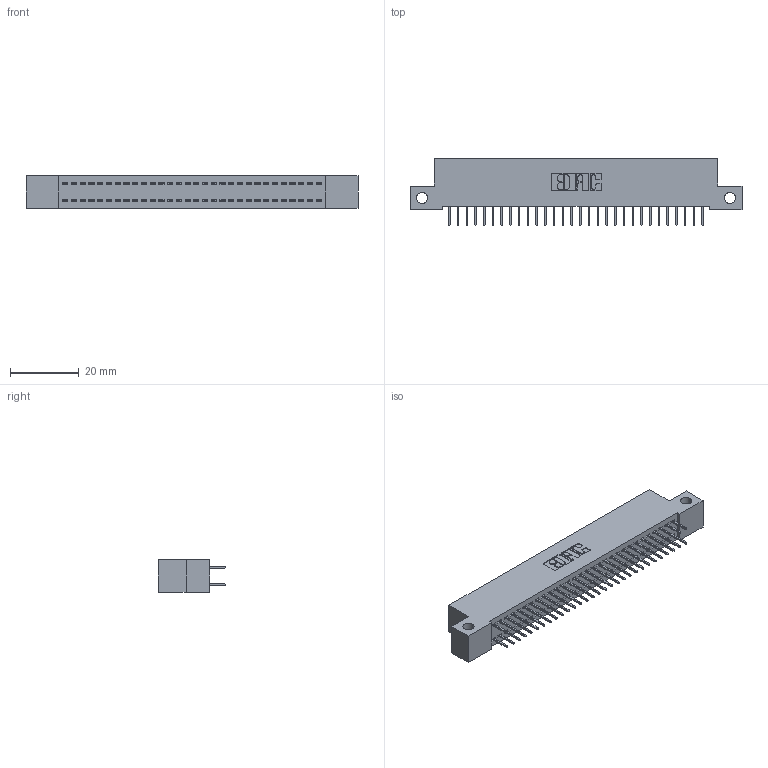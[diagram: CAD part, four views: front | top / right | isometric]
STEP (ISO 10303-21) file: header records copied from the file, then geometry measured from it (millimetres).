
FILE_DESCRIPTION (( 'STEP AP203' ), '1' );
FILE_NAME ('342-060-524-212.STEP', '2018-08-13T06:05:39', ( '' ), ( '' ), 'SwSTEP 2.0', 'SolidWorks 2016', '' );
FILE_SCHEMA (( 'CONFIG_CONTROL_DESIGN' ));
Length unit declared in the file: inch
Products named in the file (3): 342 Part_Side Mount; 345-292-001_345-293-124; 342-060-524-212
Assembly tree (61 placements, depth 2):
  342-060-524-212
    342 Part_Side Mount
    345-292-001_345-293-124  x60
Bounding box: 96.52 x 19.69 x 9.4 mm (x, y, z)
Volume: 8450.8 mm3; surface area: 13064.1 mm2
Topology: 61 solids, 61 shells, 3470 faces, 9839 edges, 6318 vertices
Faces by surface type: plane 2586, cylinder 884
Entity records: 20797 total; most frequent: CARTESIAN_POINT 3458, ORIENTED_EDGE 3394, DIRECTION 2977, EDGE_CURVE 1697, VECTOR 1573, LINE 1573, VERTEX_POINT 1126, AXIS2_PLACEMENT_3D 702
